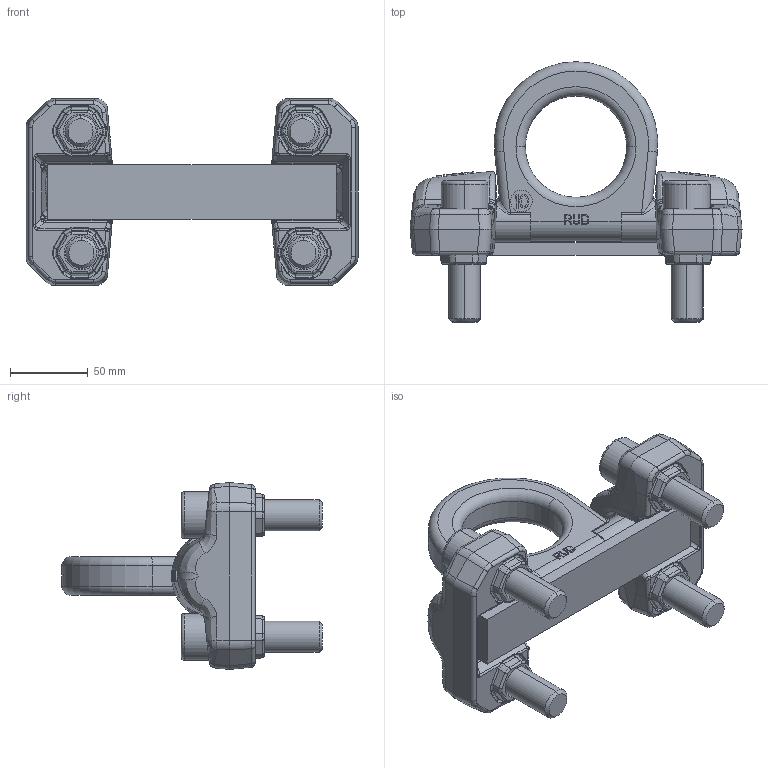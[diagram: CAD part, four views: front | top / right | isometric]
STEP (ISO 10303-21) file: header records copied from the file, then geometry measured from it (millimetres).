
FILE_DESCRIPTION((''),'2;1');
FILE_NAME('001-M31087-ZU2_ASM','2008-10-13T',('Rehwagena'),('RAND'),'PRO/ENGINEER BY PARAMETRIC TECHNOLOGY CORPORATION, 2005030','PRO/ENGINEER BY PARAMETRIC TECHNOLOGY CORPORATION, 2005030','');
FILE_SCHEMA(('CONFIG_CONTROL_DESIGN'));
Length unit declared in the file: millimetre
Products named in the file (8): 001-M31087-RT5_AF0; 001-M31087-BA5_ASM; 001-M31087-RT2; 001-M31826-P-1; 001-M31190-P-1; 001-M31087-ZU1_ASM; 001-M31116-P-2; 001-M31087-ZU2_ASM
Assembly tree (11 placements, depth 4):
  001-M31087-ZU2_ASM
    001-M31087-ZU1_ASM
      001-M31087-BA5_ASM  x2
        001-M31087-RT5_AF0
      001-M31087-RT2
      001-M31826-P-1
      001-M31190-P-1
    001-M31116-P-2  x4
Bounding box: 213 x 167 x 120 mm (x, y, z)
Volume: 687092.1 mm3; surface area: 141037.8 mm2
Topology: 9 solids, 9 shells, 1337 faces, 3461 edges, 2184 vertices
Faces by surface type: plane 713, bspline 228, cylinder 218, torus 96, cone 70, sphere 12
Entity records: 30502 total; most frequent: CARTESIAN_POINT 13651, ORIENTED_EDGE 3912, DIRECTION 2809, EDGE_CURVE 1956, VERTEX_POINT 1240, AXIS2_PLACEMENT_3D 970, VECTOR 869, LINE 869
